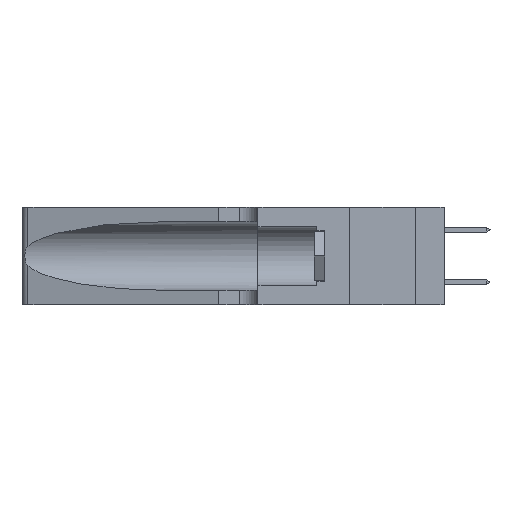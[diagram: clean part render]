
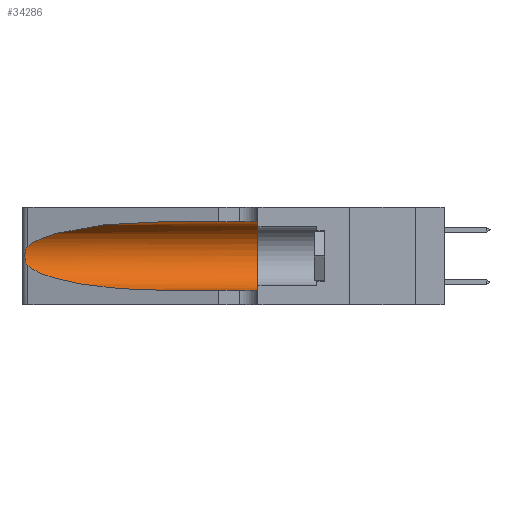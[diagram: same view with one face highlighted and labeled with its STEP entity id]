
A CAD part, left-side view. The second image highlights one B-rep face of the part: STEP entity #34286.
In plain terms, the highlighted cylindrical face has radius 3.308 mm (diameter 6.617 mm), a partial arc.
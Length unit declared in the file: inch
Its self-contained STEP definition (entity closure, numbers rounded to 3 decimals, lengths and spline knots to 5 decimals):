
#591 = CARTESIAN_POINT ( 'NONE',  ( 0.1305, 1.61858, 0.185 ) ) ;
#666 = EDGE_CURVE ( 'NONE', #13861, #22089, #37676, .T. ) ;
#2484 = CARTESIAN_POINT ( 'NONE',  ( 0.25854, 1.2359, 0.20912 ) ) ;
#5053 = EDGE_CURVE ( 'NONE', #36953, #26623, #21668, .T. ) ;
#5688 = AXIS2_PLACEMENT_3D ( 'NONE', #591, #24909, #32428 ) ;
#6024 = CARTESIAN_POINT ( 'NONE',  ( 0.25789, 1.23486, 0.15765 ) ) ;
#6295 = VERTEX_POINT ( 'NONE', #13813 ) ;
#6595 = VECTOR ( 'NONE', #43252, 39.37008 ) ;
#6980 = DIRECTION ( 'NONE',  ( 0., 0., 1. ) ) ;
#8030 = ORIENTED_EDGE ( 'NONE', *, *, #19039, .T. ) ;
#8621 = FACE_OUTER_BOUND ( 'NONE', #42093, .T. ) ;
#9256 = CARTESIAN_POINT ( 'NONE',  ( 0.25555, 1.22994, 0.2215 ) ) ;
#9573 = CARTESIAN_POINT ( 'NONE',  ( 0.25487, 1.22718, 0.14631 ) ) ;
#9720 = CARTESIAN_POINT ( 'NONE',  ( 0.25639, 1.23184, 0.21858 ) ) ;
#11014 = CARTESIAN_POINT ( 'NONE',  ( 0.1305, 0.35, 0.31525 ) ) ;
#11209 = CARTESIAN_POINT ( 'NONE',  ( 0.1305, 0.72297, 0.31525 ) ) ;
#13813 = CARTESIAN_POINT ( 'NONE',  ( 0.1305, 0.35, 0.05475 ) ) ;
#13861 = VERTEX_POINT ( 'NONE', #25013 ) ;
#15514 = EDGE_CURVE ( 'NONE', #26623, #6295, #34925, .T. ) ;
#16250 = CARTESIAN_POINT ( 'NONE',  ( 0.25787, 1.23484, 0.2124 ) ) ;
#16404 = CARTESIAN_POINT ( 'NONE',  ( 0.26075, 1.23896, 0.178 ) ) ;
#16771 = CARTESIAN_POINT ( 'NONE',  ( 0.25487, 1.22718, 0.22369 ) ) ;
#17748 = CARTESIAN_POINT ( 'NONE',  ( 0.2373, 1.15595, 0.28018 ) ) ;
#18373 = CARTESIAN_POINT ( 'NONE',  ( 0.1305, 0.72297, 0.05475 ) ) ;
#18522 = CARTESIAN_POINT ( 'NONE',  ( 0.1305, 1.61858, 0.05475 ) ) ;
#19033 = B_SPLINE_CURVE_WITH_KNOTS ( 'NONE', 3,
 ( #44833, #9256, #9720, #16250, #2484, #37557, #27209, #16404, #20269, #19971, #6024, #38006, #26916, #9573 ),
 .UNSPECIFIED., .F., .F.,
 ( 4, 2, 2, 2, 2, 2, 4 ),
 ( 0., 0.00027, 0.00053, 0.00107, 0.0016, 0.00187, 0.00214 ),
 .UNSPECIFIED. ) ;
#19039 = EDGE_CURVE ( 'NONE', #22089, #6295, #30920, .T. ) ;
#19430 = VECTOR ( 'NONE', #45244, 39.37008 ) ;
#19971 = CARTESIAN_POINT ( 'NONE',  ( 0.25856, 1.23593, 0.16098 ) ) ;
#20055 = CARTESIAN_POINT ( 'NONE',  ( 0.2373, 1.15595, 0.08982 ) ) ;
#20269 = CARTESIAN_POINT ( 'NONE',  ( 0.26017, 1.23833, 0.17102 ) ) ;
#21392 = CARTESIAN_POINT ( 'NONE',  ( 0.1305, 0.35, 0.185 ) ) ;
#21668 = LINE ( 'NONE', #33278, #19430 ) ;
#22010 = CARTESIAN_POINT ( 'NONE',  ( 0.1305, 0.72297, 0.05475 ) ) ;
#22089 = VERTEX_POINT ( 'NONE', #18373 ) ;
#22476 = VERTEX_POINT ( 'NONE', #16771 ) ;
#22994 = ORIENTED_EDGE ( 'NONE', *, *, #25033, .T. ) ;
#24095 = CARTESIAN_POINT ( 'NONE',  ( 0.25487, 1.22718, 0.14631 ) ) ;
#24804 = CARTESIAN_POINT ( 'NONE',  ( 0.1305, 0.72297, 0.31525 ) ) ;
#24909 = DIRECTION ( 'NONE',  ( 0., -1., 0. ) ) ;
#25013 = CARTESIAN_POINT ( 'NONE',  ( 0.25487, 1.22718, 0.14631 ) ) ;
#25033 = EDGE_CURVE ( 'NONE', #22476, #13861, #19033, .T. ) ;
#25102 = CARTESIAN_POINT ( 'NONE',  ( 0.18966, 0.96281, 0.05475 ) ) ;
#26596 = AXIS2_PLACEMENT_3D ( 'NONE', #21392, #35561, #6980 ) ;
#26623 = VERTEX_POINT ( 'NONE', #11014 ) ;
#26916 = CARTESIAN_POINT ( 'NONE',  ( 0.25555, 1.22993, 0.14849 ) ) ;
#27209 = CARTESIAN_POINT ( 'NONE',  ( 0.26075, 1.23896, 0.19203 ) ) ;
#27557 = ORIENTED_EDGE ( 'NONE', *, *, #666, .T. ) ;
#29602 = ORIENTED_EDGE ( 'NONE', *, *, #38230, .T. ) ;
#30920 = LINE ( 'NONE', #18522, #6595 ) ;
#31774 = CARTESIAN_POINT ( 'NONE',  ( 0.18966, 0.96281, 0.31525 ) ) ;
#32428 = DIRECTION ( 'NONE',  ( 0., 0., -1. ) ) ;
#33278 = CARTESIAN_POINT ( 'NONE',  ( 0.1305, 1.61858, 0.31525 ) ) ;
#34286 = ADVANCED_FACE ( 'NONE', ( #8621 ), #45133, .F. ) ;
#34925 = CIRCLE ( 'NONE', #26596, 0.13025 ) ;
#35561 = DIRECTION ( 'NONE',  ( 0., 1., 0. ) ) ;
#36953 = VERTEX_POINT ( 'NONE', #24804 ) ;
#37557 = CARTESIAN_POINT ( 'NONE',  ( 0.26018, 1.23835, 0.19895 ) ) ;
#37676 =( BOUNDED_CURVE ( )  B_SPLINE_CURVE ( 3, ( #24095, #20055, #25102, #22010 ),
 .UNSPECIFIED., .F., .T. ) 
 B_SPLINE_CURVE_WITH_KNOTS ( ( 4, 4 ),
 ( 3.44316, 4.71239 ),
 .UNSPECIFIED. ) 
 CURVE ( )  GEOMETRIC_REPRESENTATION_ITEM ( )  RATIONAL_B_SPLINE_CURVE ( ( 1., 0.87, 0.87, 1. ) ) 
 REPRESENTATION_ITEM ( '' )  );
#38006 = CARTESIAN_POINT ( 'NONE',  ( 0.25639, 1.23186, 0.15144 ) ) ;
#38230 = EDGE_CURVE ( 'NONE', #36953, #22476, #41354, .T. ) ;
#41354 =( BOUNDED_CURVE ( )  B_SPLINE_CURVE ( 3, ( #11209, #31774, #17748, #42467 ),
 .UNSPECIFIED., .F., .T. ) 
 B_SPLINE_CURVE_WITH_KNOTS ( ( 4, 4 ),
 ( 1.5708, 2.84003 ),
 .UNSPECIFIED. ) 
 CURVE ( )  GEOMETRIC_REPRESENTATION_ITEM ( )  RATIONAL_B_SPLINE_CURVE ( ( 1., 0.87, 0.87, 1. ) ) 
 REPRESENTATION_ITEM ( '' )  );
#41829 = ORIENTED_EDGE ( 'NONE', *, *, #15514, .F. ) ;
#42093 = EDGE_LOOP ( 'NONE', ( #29602, #22994, #27557, #8030, #41829, #43056 ) ) ;
#42467 = CARTESIAN_POINT ( 'NONE',  ( 0.25487, 1.22718, 0.22369 ) ) ;
#43056 = ORIENTED_EDGE ( 'NONE', *, *, #5053, .F. ) ;
#43252 = DIRECTION ( 'NONE',  ( 0., -1., 0. ) ) ;
#44833 = CARTESIAN_POINT ( 'NONE',  ( 0.25487, 1.22718, 0.22369 ) ) ;
#45133 = CYLINDRICAL_SURFACE ( 'NONE', #5688, 0.13025 ) ;
#45244 = DIRECTION ( 'NONE',  ( 0., -1., 0. ) ) ;
